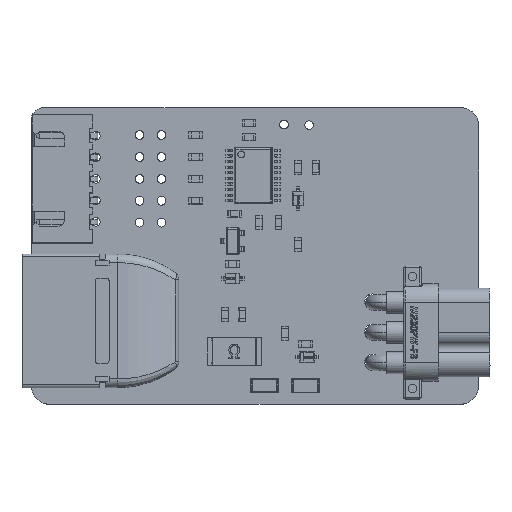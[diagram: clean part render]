
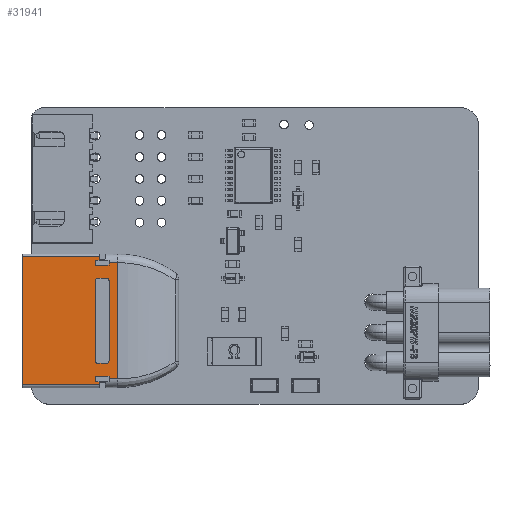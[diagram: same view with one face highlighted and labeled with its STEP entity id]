
A CAD part, top view. The second image highlights one B-rep face of the part: STEP entity #31941.
In plain terms, the highlighted face is planar.
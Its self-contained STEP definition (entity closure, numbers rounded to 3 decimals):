
#31941 = ADVANCED_FACE('',(#31942,#32072),#32142,.T.);
#31942 = FACE_BOUND('',#31943,.T.);
#31943 = EDGE_LOOP('',(#31944,#31954,#31962,#31970,#31978,#31986,#31994,
    #32002,#32010,#32018,#32026,#32034,#32042,#32050,#32058,#32066));
#31944 = ORIENTED_EDGE('',*,*,#31945,.T.);
#31945 = EDGE_CURVE('',#31946,#31948,#31950,.T.);
#31946 = VERTEX_POINT('',#31947);
#31947 = CARTESIAN_POINT('',(-6.45,4.2,10.1));
#31948 = VERTEX_POINT('',#31949);
#31949 = CARTESIAN_POINT('',(-6.75,4.2,10.1));
#31950 = LINE('',#31951,#31952);
#31951 = CARTESIAN_POINT('',(-7.05,4.2,10.1));
#31952 = VECTOR('',#31953,1.);
#31953 = DIRECTION('',(-1.,-0.,-0.));
#31954 = ORIENTED_EDGE('',*,*,#31955,.T.);
#31955 = EDGE_CURVE('',#31948,#31956,#31958,.T.);
#31956 = VERTEX_POINT('',#31957);
#31957 = CARTESIAN_POINT('',(-6.75,4.2,11.1));
#31958 = LINE('',#31959,#31960);
#31959 = CARTESIAN_POINT('',(-6.75,4.2,11.1));
#31960 = VECTOR('',#31961,1.);
#31961 = DIRECTION('',(0.,-0.,1.));
#31962 = ORIENTED_EDGE('',*,*,#31963,.T.);
#31963 = EDGE_CURVE('',#31956,#31964,#31966,.T.);
#31964 = VERTEX_POINT('',#31965);
#31965 = CARTESIAN_POINT('',(6.75,4.2,11.1));
#31966 = LINE('',#31967,#31968);
#31967 = CARTESIAN_POINT('',(-7.75,4.2,11.1));
#31968 = VECTOR('',#31969,1.);
#31969 = DIRECTION('',(1.,-0.,-0.));
#31970 = ORIENTED_EDGE('',*,*,#31971,.T.);
#31971 = EDGE_CURVE('',#31964,#31972,#31974,.T.);
#31972 = VERTEX_POINT('',#31973);
#31973 = CARTESIAN_POINT('',(6.75,4.2,10.1));
#31974 = LINE('',#31975,#31976);
#31975 = CARTESIAN_POINT('',(6.75,4.2,11.1));
#31976 = VECTOR('',#31977,1.);
#31977 = DIRECTION('',(-0.,0.,-1.));
#31978 = ORIENTED_EDGE('',*,*,#31979,.T.);
#31979 = EDGE_CURVE('',#31972,#31980,#31982,.T.);
#31980 = VERTEX_POINT('',#31981);
#31981 = CARTESIAN_POINT('',(6.45,4.2,10.1));
#31982 = LINE('',#31983,#31984);
#31983 = CARTESIAN_POINT('',(7.05,4.2,10.1));
#31984 = VECTOR('',#31985,1.);
#31985 = DIRECTION('',(-1.,0.,0.));
#31986 = ORIENTED_EDGE('',*,*,#31987,.T.);
#31987 = EDGE_CURVE('',#31980,#31988,#31990,.T.);
#31988 = VERTEX_POINT('',#31989);
#31989 = CARTESIAN_POINT('',(6.45,4.2,8.5));
#31990 = LINE('',#31991,#31992);
#31991 = CARTESIAN_POINT('',(6.45,4.2,8.5));
#31992 = VECTOR('',#31993,1.);
#31993 = DIRECTION('',(0.,-0.,-1.));
#31994 = ORIENTED_EDGE('',*,*,#31995,.T.);
#31995 = EDGE_CURVE('',#31988,#31996,#31998,.T.);
#31996 = VERTEX_POINT('',#31997);
#31997 = CARTESIAN_POINT('',(7.05,4.2,8.5));
#31998 = LINE('',#31999,#32000);
#31999 = CARTESIAN_POINT('',(7.05,4.2,8.5));
#32000 = VECTOR('',#32001,1.);
#32001 = DIRECTION('',(1.,-0.,-0.));
#32002 = ORIENTED_EDGE('',*,*,#32003,.T.);
#32003 = EDGE_CURVE('',#31996,#32004,#32006,.T.);
#32004 = VERTEX_POINT('',#32005);
#32005 = CARTESIAN_POINT('',(7.05,4.2,8.95));
#32006 = LINE('',#32007,#32008);
#32007 = CARTESIAN_POINT('',(7.05,4.2,8.5));
#32008 = VECTOR('',#32009,1.);
#32009 = DIRECTION('',(0.,0.,1.));
#32010 = ORIENTED_EDGE('',*,*,#32011,.F.);
#32011 = EDGE_CURVE('',#32012,#32004,#32014,.T.);
#32012 = VERTEX_POINT('',#32013);
#32013 = CARTESIAN_POINT('',(7.45,4.2,8.95));
#32014 = LINE('',#32015,#32016);
#32015 = CARTESIAN_POINT('',(0.,4.2,8.95));
#32016 = VECTOR('',#32017,1.);
#32017 = DIRECTION('',(-1.,0.,0.));
#32018 = ORIENTED_EDGE('',*,*,#32019,.T.);
#32019 = EDGE_CURVE('',#32012,#32020,#32022,.T.);
#32020 = VERTEX_POINT('',#32021);
#32021 = CARTESIAN_POINT('',(7.45,4.2,0.));
#32022 = LINE('',#32023,#32024);
#32023 = CARTESIAN_POINT('',(7.45,4.2,11.1));
#32024 = VECTOR('',#32025,1.);
#32025 = DIRECTION('',(-0.,0.,-1.));
#32026 = ORIENTED_EDGE('',*,*,#32027,.F.);
#32027 = EDGE_CURVE('',#32028,#32020,#32030,.T.);
#32028 = VERTEX_POINT('',#32029);
#32029 = CARTESIAN_POINT('',(-7.45,4.2,0.));
#32030 = LINE('',#32031,#32032);
#32031 = CARTESIAN_POINT('',(-0.,4.2,0.));
#32032 = VECTOR('',#32033,1.);
#32033 = DIRECTION('',(1.,0.,0.));
#32034 = ORIENTED_EDGE('',*,*,#32035,.T.);
#32035 = EDGE_CURVE('',#32028,#32036,#32038,.T.);
#32036 = VERTEX_POINT('',#32037);
#32037 = CARTESIAN_POINT('',(-7.45,4.2,8.95));
#32038 = LINE('',#32039,#32040);
#32039 = CARTESIAN_POINT('',(-7.45,4.2,8.95));
#32040 = VECTOR('',#32041,1.);
#32041 = DIRECTION('',(0.,-0.,1.));
#32042 = ORIENTED_EDGE('',*,*,#32043,.F.);
#32043 = EDGE_CURVE('',#32044,#32036,#32046,.T.);
#32044 = VERTEX_POINT('',#32045);
#32045 = CARTESIAN_POINT('',(-7.05,4.2,8.95));
#32046 = LINE('',#32047,#32048);
#32047 = CARTESIAN_POINT('',(-8.45,4.2,8.95));
#32048 = VECTOR('',#32049,1.);
#32049 = DIRECTION('',(-1.,-0.,-0.));
#32050 = ORIENTED_EDGE('',*,*,#32051,.T.);
#32051 = EDGE_CURVE('',#32044,#32052,#32054,.T.);
#32052 = VERTEX_POINT('',#32053);
#32053 = CARTESIAN_POINT('',(-7.05,4.2,8.5));
#32054 = LINE('',#32055,#32056);
#32055 = CARTESIAN_POINT('',(-7.05,4.2,8.5));
#32056 = VECTOR('',#32057,1.);
#32057 = DIRECTION('',(0.,-0.,-1.));
#32058 = ORIENTED_EDGE('',*,*,#32059,.T.);
#32059 = EDGE_CURVE('',#32052,#32060,#32062,.T.);
#32060 = VERTEX_POINT('',#32061);
#32061 = CARTESIAN_POINT('',(-6.45,4.2,8.5));
#32062 = LINE('',#32063,#32064);
#32063 = CARTESIAN_POINT('',(-7.05,4.2,8.5));
#32064 = VECTOR('',#32065,1.);
#32065 = DIRECTION('',(1.,0.,0.));
#32066 = ORIENTED_EDGE('',*,*,#32067,.T.);
#32067 = EDGE_CURVE('',#32060,#31946,#32068,.T.);
#32068 = LINE('',#32069,#32070);
#32069 = CARTESIAN_POINT('',(-6.45,4.2,8.5));
#32070 = VECTOR('',#32071,1.);
#32071 = DIRECTION('',(0.,0.,1.));
#32072 = FACE_BOUND('',#32073,.T.);
#32073 = EDGE_LOOP('',(#32074,#32084,#32093,#32101,#32110,#32118,#32127,
    #32135));
#32074 = ORIENTED_EDGE('',*,*,#32075,.F.);
#32075 = EDGE_CURVE('',#32076,#32078,#32080,.T.);
#32076 = VERTEX_POINT('',#32077);
#32077 = CARTESIAN_POINT('',(-4.95,4.2,8.8));
#32078 = VERTEX_POINT('',#32079);
#32079 = CARTESIAN_POINT('',(-4.95,4.2,9.8));
#32080 = LINE('',#32081,#32082);
#32081 = CARTESIAN_POINT('',(-4.95,4.2,8.5));
#32082 = VECTOR('',#32083,1.);
#32083 = DIRECTION('',(0.,0.,1.));
#32084 = ORIENTED_EDGE('',*,*,#32085,.T.);
#32085 = EDGE_CURVE('',#32076,#32086,#32088,.T.);
#32086 = VERTEX_POINT('',#32087);
#32087 = CARTESIAN_POINT('',(-4.65,4.2,8.5));
#32088 = CIRCLE('',#32089,0.3);
#32089 = AXIS2_PLACEMENT_3D('',#32090,#32091,#32092);
#32090 = CARTESIAN_POINT('',(-4.65,4.2,8.8));
#32091 = DIRECTION('',(0.,-1.,0.));
#32092 = DIRECTION('',(0.,0.,1.));
#32093 = ORIENTED_EDGE('',*,*,#32094,.F.);
#32094 = EDGE_CURVE('',#32095,#32086,#32097,.T.);
#32095 = VERTEX_POINT('',#32096);
#32096 = CARTESIAN_POINT('',(4.65,4.2,8.5));
#32097 = LINE('',#32098,#32099);
#32098 = CARTESIAN_POINT('',(-4.95,4.2,8.5));
#32099 = VECTOR('',#32100,1.);
#32100 = DIRECTION('',(-1.,-0.,-0.));
#32101 = ORIENTED_EDGE('',*,*,#32102,.T.);
#32102 = EDGE_CURVE('',#32095,#32103,#32105,.T.);
#32103 = VERTEX_POINT('',#32104);
#32104 = CARTESIAN_POINT('',(4.95,4.2,8.8));
#32105 = CIRCLE('',#32106,0.3);
#32106 = AXIS2_PLACEMENT_3D('',#32107,#32108,#32109);
#32107 = CARTESIAN_POINT('',(4.65,4.2,8.8));
#32108 = DIRECTION('',(0.,-1.,0.));
#32109 = DIRECTION('',(0.,0.,1.));
#32110 = ORIENTED_EDGE('',*,*,#32111,.F.);
#32111 = EDGE_CURVE('',#32112,#32103,#32114,.T.);
#32112 = VERTEX_POINT('',#32113);
#32113 = CARTESIAN_POINT('',(4.95,4.2,9.8));
#32114 = LINE('',#32115,#32116);
#32115 = CARTESIAN_POINT('',(4.95,4.2,8.5));
#32116 = VECTOR('',#32117,1.);
#32117 = DIRECTION('',(-0.,-0.,-1.));
#32118 = ORIENTED_EDGE('',*,*,#32119,.T.);
#32119 = EDGE_CURVE('',#32112,#32120,#32122,.T.);
#32120 = VERTEX_POINT('',#32121);
#32121 = CARTESIAN_POINT('',(4.65,4.2,10.1));
#32122 = CIRCLE('',#32123,0.3);
#32123 = AXIS2_PLACEMENT_3D('',#32124,#32125,#32126);
#32124 = CARTESIAN_POINT('',(4.65,4.2,9.8));
#32125 = DIRECTION('',(-0.,-1.,0.));
#32126 = DIRECTION('',(0.,0.,1.));
#32127 = ORIENTED_EDGE('',*,*,#32128,.F.);
#32128 = EDGE_CURVE('',#32129,#32120,#32131,.T.);
#32129 = VERTEX_POINT('',#32130);
#32130 = CARTESIAN_POINT('',(-4.65,4.2,10.1));
#32131 = LINE('',#32132,#32133);
#32132 = CARTESIAN_POINT('',(-4.95,4.2,10.1));
#32133 = VECTOR('',#32134,1.);
#32134 = DIRECTION('',(1.,0.,0.));
#32135 = ORIENTED_EDGE('',*,*,#32136,.T.);
#32136 = EDGE_CURVE('',#32129,#32078,#32137,.T.);
#32137 = CIRCLE('',#32138,0.3);
#32138 = AXIS2_PLACEMENT_3D('',#32139,#32140,#32141);
#32139 = CARTESIAN_POINT('',(-4.65,4.2,9.8));
#32140 = DIRECTION('',(0.,-1.,0.));
#32141 = DIRECTION('',(0.,0.,1.));
#32142 = PLANE('',#32143);
#32143 = AXIS2_PLACEMENT_3D('',#32144,#32145,#32146);
#32144 = CARTESIAN_POINT('',(0.,4.2,11.1));
#32145 = DIRECTION('',(0.,1.,0.));
#32146 = DIRECTION('',(0.,-0.,1.));
